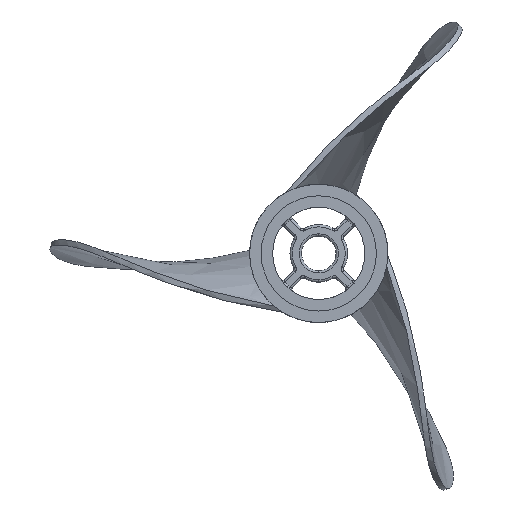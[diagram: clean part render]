
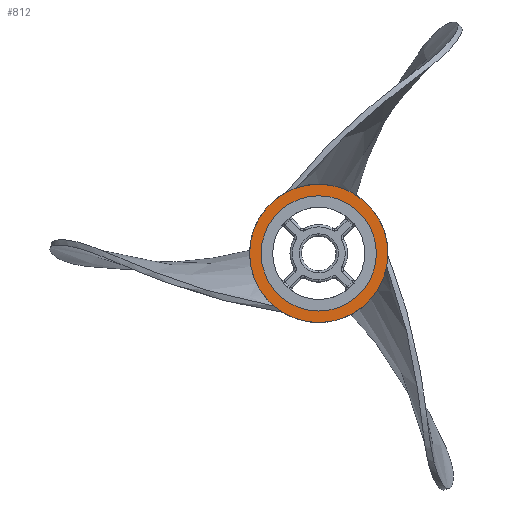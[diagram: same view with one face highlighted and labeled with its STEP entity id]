
A CAD part, left-side view. The second image highlights one B-rep face of the part: STEP entity #812.
In plain terms, the highlighted planar face has unit normal (-1, 0, 0).
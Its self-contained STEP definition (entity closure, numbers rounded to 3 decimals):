
#178 = AXIS2_PLACEMENT_3D ( 'NONE', #5049, #2004, #5081 ) ;
#262 = EDGE_LOOP ( 'NONE', ( #4634, #519 ) ) ;
#264 = CIRCLE ( 'NONE', #5397, 9. ) ;
#362 = EDGE_CURVE ( 'NONE', #3538, #5088, #264, .T. ) ;
#410 = EDGE_LOOP ( 'NONE', ( #902, #2958 ) ) ;
#519 = ORIENTED_EDGE ( 'NONE', *, *, #5325, .T. ) ;
#627 = CARTESIAN_POINT ( 'NONE',  ( -24.369, 0., -7.501 ) ) ;
#628 = VERTEX_POINT ( 'NONE', #3612 ) ;
#647 = FACE_OUTER_BOUND ( 'NONE', #262, .T. ) ;
#779 = DIRECTION ( 'NONE',  ( 0., 0., 1. ) ) ;
#812 = ADVANCED_FACE ( 'NONE', ( #5163, #647 ), #4242, .F. ) ;
#859 = CIRCLE ( 'NONE', #2258, 7.5 ) ;
#869 = CIRCLE ( 'NONE', #4132, 9. ) ;
#902 = ORIENTED_EDGE ( 'NONE', *, *, #2184, .F. ) ;
#1124 = DIRECTION ( 'NONE',  ( 0., 0., -1. ) ) ;
#1283 = DIRECTION ( 'NONE',  ( -1., 0., 0. ) ) ;
#1303 = CIRCLE ( 'NONE', #178, 7.5 ) ;
#1665 = CARTESIAN_POINT ( 'NONE',  ( -24.369, 0., 8.999 ) ) ;
#2004 = DIRECTION ( 'NONE',  ( -1., 0., 0. ) ) ;
#2157 = CARTESIAN_POINT ( 'NONE',  ( -24.369, 0., -0.001 ) ) ;
#2184 = EDGE_CURVE ( 'NONE', #628, #2235, #1303, .T. ) ;
#2235 = VERTEX_POINT ( 'NONE', #627 ) ;
#2258 = AXIS2_PLACEMENT_3D ( 'NONE', #2157, #2499, #779 ) ;
#2499 = DIRECTION ( 'NONE',  ( -1., 0., 0. ) ) ;
#2950 = EDGE_CURVE ( 'NONE', #2235, #628, #859, .T. ) ;
#2958 = ORIENTED_EDGE ( 'NONE', *, *, #2950, .F. ) ;
#3046 = CARTESIAN_POINT ( 'NONE',  ( -24.369, 0., -0.001 ) ) ;
#3293 = DIRECTION ( 'NONE',  ( 1., 0., 0. ) ) ;
#3522 = CARTESIAN_POINT ( 'NONE',  ( -24.369, 0., -9.001 ) ) ;
#3538 = VERTEX_POINT ( 'NONE', #1665 ) ;
#3612 = CARTESIAN_POINT ( 'NONE',  ( -24.369, 0., 7.499 ) ) ;
#3914 = DIRECTION ( 'NONE',  ( 0., 0., 1. ) ) ;
#4132 = AXIS2_PLACEMENT_3D ( 'NONE', #4151, #5062, #4201 ) ;
#4151 = CARTESIAN_POINT ( 'NONE',  ( -24.369, 0., -0.001 ) ) ;
#4201 = DIRECTION ( 'NONE',  ( 0., 0., 1. ) ) ;
#4242 = PLANE ( 'NONE',  #4371 ) ;
#4371 = AXIS2_PLACEMENT_3D ( 'NONE', #5128, #3293, #1124 ) ;
#4634 = ORIENTED_EDGE ( 'NONE', *, *, #362, .T. ) ;
#5049 = CARTESIAN_POINT ( 'NONE',  ( -24.369, 0., -0.001 ) ) ;
#5062 = DIRECTION ( 'NONE',  ( -1., 0., 0. ) ) ;
#5081 = DIRECTION ( 'NONE',  ( 0., 0., 1. ) ) ;
#5088 = VERTEX_POINT ( 'NONE', #3522 ) ;
#5128 = CARTESIAN_POINT ( 'NONE',  ( -24.369, 7.5, -0.001 ) ) ;
#5163 = FACE_BOUND ( 'NONE', #410, .T. ) ;
#5325 = EDGE_CURVE ( 'NONE', #5088, #3538, #869, .T. ) ;
#5397 = AXIS2_PLACEMENT_3D ( 'NONE', #3046, #1283, #3914 ) ;
